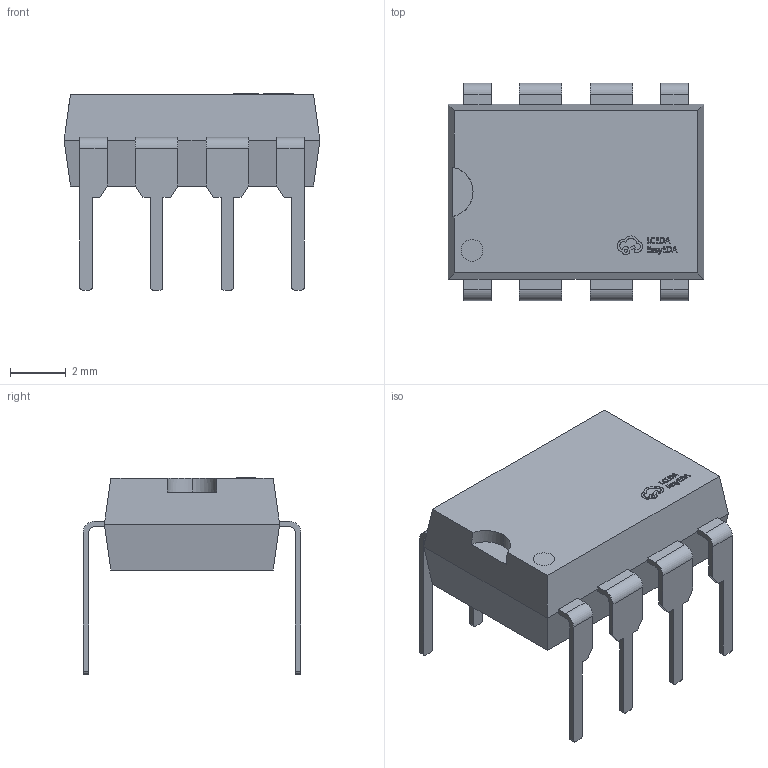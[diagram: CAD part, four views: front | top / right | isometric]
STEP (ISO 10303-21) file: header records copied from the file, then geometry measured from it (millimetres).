
FILE_DESCRIPTION (( 'STEP AP214' ), '1' );
FILE_NAME ('DIP-8_L9.3-W6.4-P2.54-LS7.6-BL-1.step', '2022-06-21T14:15:29', ( '' ), ( '' ), 'SwSTEP 2.0', 'SolidWorks 2020', '' );
FILE_SCHEMA (( 'AUTOMOTIVE_DESIGN' ));
Length unit declared in the file: millimetre
Products named in the file (1): DIP-8_L9.3-W6.4-P2.54-LS7.6-BL-1
Bounding box: 9.2 x 7.82 x 7.05 mm (x, y, z)
Volume: 186.7 mm3; surface area: 296 mm2
Topology: 1 solids, 1 shells, 423 faces, 1178 edges, 784 vertices
Faces by surface type: plane 275, bspline 112, cylinder 36
Entity records: 19331 total; most frequent: CARTESIAN_POINT 4496, ORIENTED_EDGE 2356, DIRECTION 1644, EDGE_CURVE 1178, LINE 876, VECTOR 876, VERTEX_POINT 784, EDGE_LOOP 450
